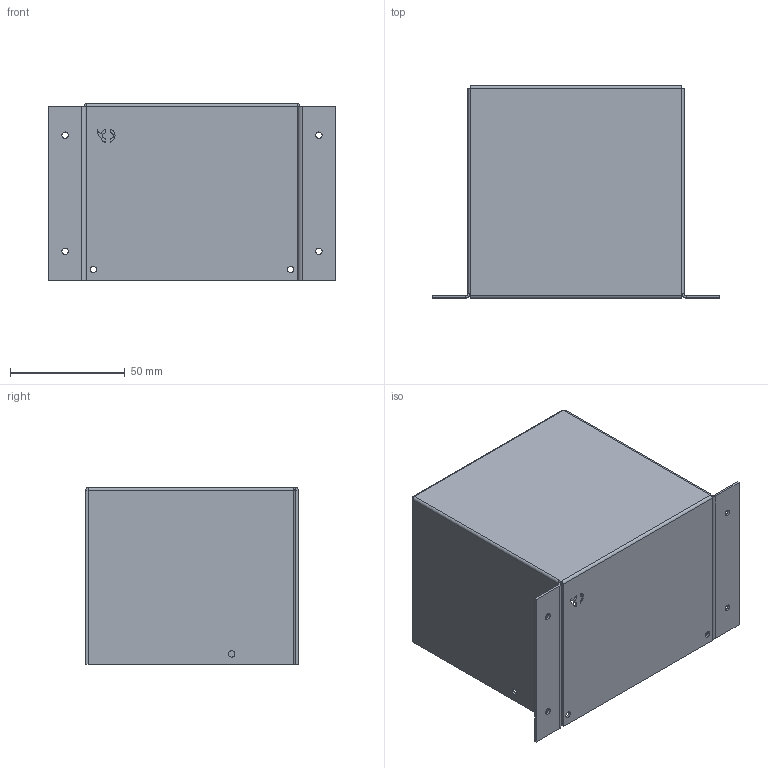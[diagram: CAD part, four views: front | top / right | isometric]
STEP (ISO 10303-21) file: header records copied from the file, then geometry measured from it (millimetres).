
FILE_DESCRIPTION(/* description */ (''),/* implementation_level */ '2;1');
FILE_NAME(/* name */ 'Q_blower_MK1_Left_pump_box_METAL_CUT_BEND.step',/* time_stamp */ '2024-04-13T23:39:59+02:00',/* author */ (''),/* organization */ (''),/* preprocessor_version */ 'ST-DEVELOPER v20',/* originating_system */ 'Autodesk Translation Framework v12.20.1.177',/* authorisation */ '');
FILE_SCHEMA (('AUTOMOTIVE_DESIGN { 1 0 10303 214 3 1 1 }'));
Length unit declared in the file: millimetre
Products named in the file (1): pump_boxes_left
Bounding box: 125.26 x 92.75 x 77.2 mm (x, y, z)
Volume: 38042.8 mm3; surface area: 77873.1 mm2
Topology: 1 solids, 1 shells, 136 faces, 355 edges, 221 vertices
Faces by surface type: cylinder 63, plane 52, bspline 21
Full cylindrical faces by diameter (mm): 2.794 x10, 4.5 x40
Entity records: 4629 total; most frequent: CARTESIAN_POINT 1108, ORIENTED_EDGE 710, DIRECTION 663, EDGE_CURVE 355, AXIS2_PLACEMENT_3D 242, EDGE_LOOP 240, VERTEX_POINT 221, LINE 179
